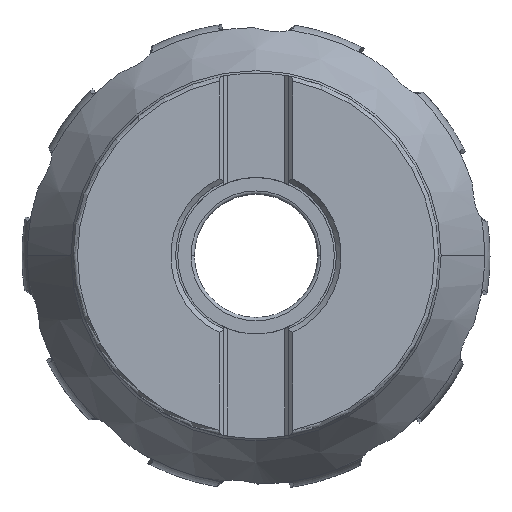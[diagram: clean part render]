
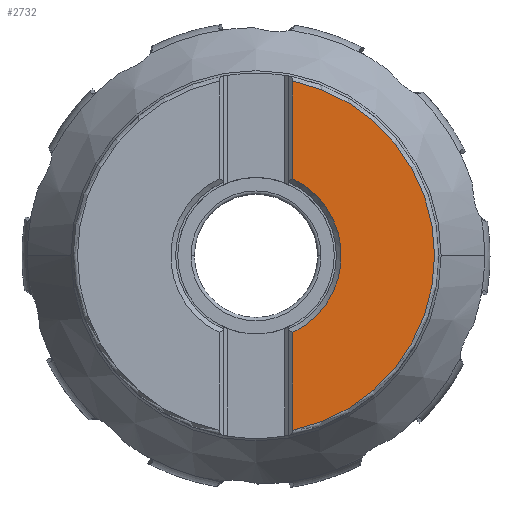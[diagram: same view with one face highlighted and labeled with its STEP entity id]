
A CAD part, top view. The second image highlights one B-rep face of the part: STEP entity #2732.
In plain terms, the highlighted planar face has unit normal (0, 0, 1).
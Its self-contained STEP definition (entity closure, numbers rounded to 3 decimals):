
#1316=PLANE('',#26922);
#2732=ADVANCED_FACE('',(#4245),#1316,.T.);
#4245=FACE_OUTER_BOUND('',#5761,.T.);
#5761=EDGE_LOOP('',(#15140,#15141,#15142,#15143));
#7114=LINE('',#77781,#8240);
#7129=LINE('',#77928,#8255);
#8240=VECTOR('',#31496,1.);
#8255=VECTOR('',#31583,1.);
#15140=ORIENTED_EDGE('',*,*,#22733,.T.);
#15141=ORIENTED_EDGE('',*,*,#22779,.T.);
#15142=ORIENTED_EDGE('',*,*,#22741,.T.);
#15143=ORIENTED_EDGE('',*,*,#22739,.T.);
#19471=VERTEX_POINT('',#77761);
#19472=VERTEX_POINT('',#77763);
#19475=VERTEX_POINT('',#77782);
#19476=VERTEX_POINT('',#77805);
#22733=EDGE_CURVE('',#19472,#19471,#24501,.T.);
#22739=EDGE_CURVE('',#19475,#19472,#7114,.T.);
#22741=EDGE_CURVE('',#19476,#19475,#24504,.T.);
#22779=EDGE_CURVE('',#19471,#19476,#7129,.T.);
#24501=CIRCLE('',#26880,20.75);
#24504=CIRCLE('',#26886,43.45);
#26880=AXIS2_PLACEMENT_3D('',#77762,#31485,#31486);
#26886=AXIS2_PLACEMENT_3D('',#77804,#31499,#31500);
#26922=AXIS2_PLACEMENT_3D('',#77930,#31586,#31587);
#31485=DIRECTION('',(0.,0.,-1.));
#31486=DIRECTION('',(0.431,0.902,0.));
#31496=DIRECTION('',(0.,-1.,0.));
#31499=DIRECTION('',(0.,0.,1.));
#31500=DIRECTION('',(0.206,-0.979,0.));
#31583=DIRECTION('',(0.,-1.,0.));
#31586=DIRECTION('',(0.,0.,1.));
#31587=DIRECTION('',(-1.,0.,0.));
#77761=CARTESIAN_POINT('',(8.938,-18.727,0.));
#77762=CARTESIAN_POINT('',(0.,0.,0.));
#77763=CARTESIAN_POINT('',(8.938,18.727,0.));
#77781=CARTESIAN_POINT('',(8.938,42.521,0.));
#77782=CARTESIAN_POINT('',(8.938,42.521,0.));
#77804=CARTESIAN_POINT('',(0.,0.,0.));
#77805=CARTESIAN_POINT('',(8.938,-42.521,0.));
#77928=CARTESIAN_POINT('',(8.938,-18.727,0.));
#77930=CARTESIAN_POINT('',(0.,0.,0.));
